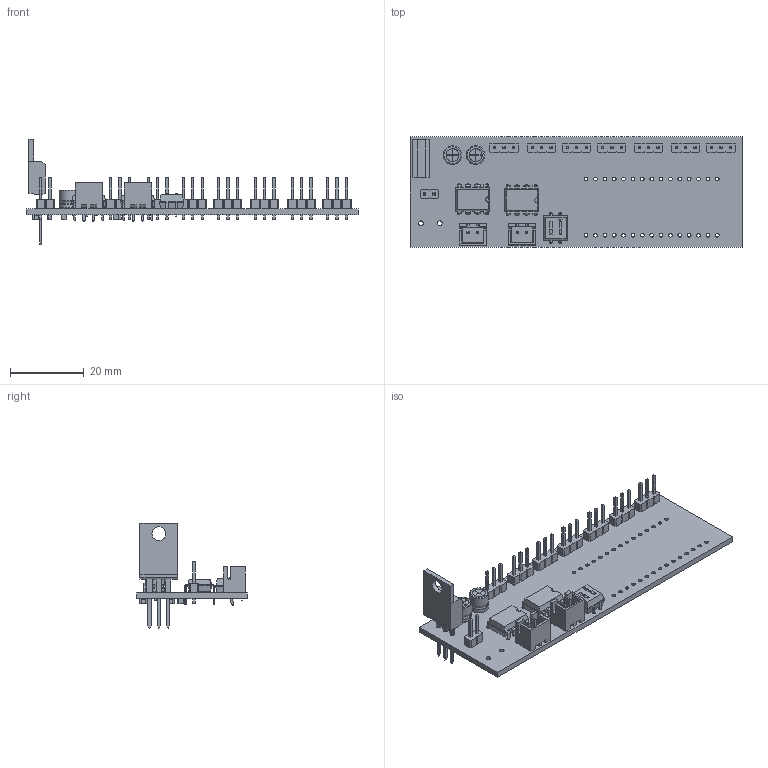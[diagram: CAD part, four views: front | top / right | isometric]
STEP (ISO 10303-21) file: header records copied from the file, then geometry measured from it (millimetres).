
FILE_DESCRIPTION(('KiCad electronic assembly'),'2;1');
FILE_NAME('Minisumo NANO.step','2024-08-11T23:15:17',('Pcbnew'),('Kicad' ),'Open CASCADE STEP processor 7.7','KiCad to STEP converter', 'Unknown');
FILE_SCHEMA(('AUTOMOTIVE_DESIGN { 1 0 10303 214 1 1 1 1 }'));
Length unit declared in the file: millimetre
Products named in the file (18): Minisumo NANO 1; SW_DIP_SPSTx02_Slide_6.7x6.64mm_W7.62mm_P2.54mm_LowProfile; SW_DIP_SPSTx02_Slide_67x664mm_W762mm_P254mm_LowProfile; PinHeader_1x02_P2.54mm_Vertical; PinHeader_1x02_P254mm_Vertical; JST_XH_B2B-XH-A_1x02_P2.50mm_Vertical; JST_B2B_XH_A; TO-220-3_Vertical; PinHeader_1x03_P2.54mm_Vertical; PinHeader_1x03_P254mm_Vertical; CP_Radial_D5.0mm_P2.50mm; CP_Radial_D50mm_P250mm; DIP-8_W7.62mm; C_0805_2012Metric; Minisumo NANO_PCB
Assembly tree (29 placements, depth 3):
  Minisumo NANO 1
    SW_DIP_SPSTx02_Slide_6.7x6.64mm_W7.62mm_P2.54mm_LowProfile
      SW_DIP_SPSTx02_Slide_67x664mm_W762mm_P254mm_LowProfile
    PinHeader_1x02_P2.54mm_Vertical
      PinHeader_1x02_P254mm_Vertical
    JST_XH_B2B-XH-A_1x02_P2.50mm_Vertical  x2
      JST_B2B_XH_A
    TO-220-3_Vertical
      TO-220-3_Vertical
    PinHeader_1x03_P2.54mm_Vertical  x7
      PinHeader_1x03_P254mm_Vertical
    CP_Radial_D5.0mm_P2.50mm  x2
      CP_Radial_D50mm_P250mm
    DIP-8_W7.62mm  x2
      DIP-8_W7.62mm
    C_0805_2012Metric  x4
      C_0805_2012Metric
    Minisumo NANO_PCB
Bounding box: 90 x 30 x 28.52 mm (x, y, z)
Volume: 6186.4 mm3; surface area: 9812.8 mm2
Topology: 21 solids, 23 shells, 1509 faces, 3831 edges, 2437 vertices
Faces by surface type: plane 1208, cylinder 215, bspline 72, revolution 10, torus 4
Full cylindrical faces by diameter (mm): 0.5 x4, 0.8 x24, 1 x57, 1.1 x3, 1.3 x2, 3.735 x1
Entity records: 26431 total; most frequent: CARTESIAN_POINT 4786, ORIENTED_EDGE 3568, DIRECTION 3370, EDGE_CURVE 1784, LINE 1415, VECTOR 1415, VERTEX_POINT 1142, AXIS2_PLACEMENT_3D 975
